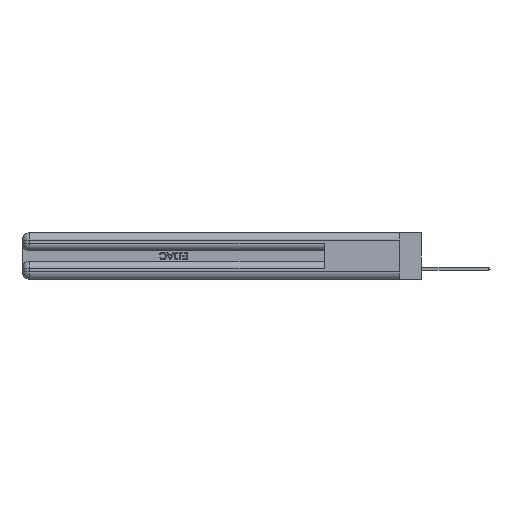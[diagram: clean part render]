
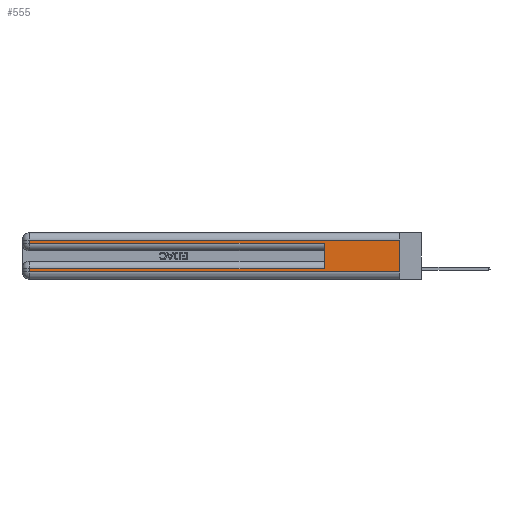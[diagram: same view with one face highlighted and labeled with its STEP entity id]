
A CAD part, left-side view. The second image highlights one B-rep face of the part: STEP entity #555.
In plain terms, the highlighted planar face has unit normal (-1, 0, 0).
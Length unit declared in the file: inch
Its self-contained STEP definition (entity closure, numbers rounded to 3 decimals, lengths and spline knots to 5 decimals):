
#137 = FACE_OUTER_BOUND ( 'NONE', #20815, .T. ) ;
#476 = DIRECTION ( 'NONE',  ( 0., -1., 0. ) ) ;
#555 = ADVANCED_FACE ( 'NONE', ( #137 ), #51888, .F. ) ;
#1006 = AXIS2_PLACEMENT_3D ( 'NONE', #19645, #3558, #31780 ) ;
#1128 = DIRECTION ( 'NONE',  ( 0., 1., 0. ) ) ;
#1186 = LINE ( 'NONE', #1214, #45447 ) ;
#1214 = CARTESIAN_POINT ( 'NONE',  ( 0., 0., 0.285 ) ) ;
#2587 = VERTEX_POINT ( 'NONE', #6779 ) ;
#3558 = DIRECTION ( 'NONE',  ( 1., 0., 0. ) ) ;
#3870 = EDGE_CURVE ( 'NONE', #24364, #18439, #36018, .T. ) ;
#3991 = VERTEX_POINT ( 'NONE', #13780 ) ;
#4524 = ORIENTED_EDGE ( 'NONE', *, *, #35446, .T. ) ;
#5317 = LINE ( 'NONE', #45484, #21142 ) ;
#6779 = CARTESIAN_POINT ( 'NONE',  ( 0., 0., 0.06 ) ) ;
#7629 = VECTOR ( 'NONE', #1128, 39.37008 ) ;
#8279 = CARTESIAN_POINT ( 'NONE',  ( 0., 0.6, 0.145 ) ) ;
#11315 = CARTESIAN_POINT ( 'NONE',  ( 0., 0., 0.31 ) ) ;
#11452 = EDGE_CURVE ( 'NONE', #38669, #3991, #44624, .T. ) ;
#12633 = ORIENTED_EDGE ( 'NONE', *, *, #25711, .T. ) ;
#13780 = CARTESIAN_POINT ( 'NONE',  ( 0., 0.6, 0.285 ) ) ;
#16302 = DIRECTION ( 'NONE',  ( 0., 0., -1. ) ) ;
#16553 = LINE ( 'NONE', #43815, #36722 ) ;
#17473 = VERTEX_POINT ( 'NONE', #26833 ) ;
#18429 = LINE ( 'NONE', #41749, #7629 ) ;
#18439 = VERTEX_POINT ( 'NONE', #37070 ) ;
#19070 = EDGE_CURVE ( 'NONE', #38669, #24364, #18429, .T. ) ;
#19645 = CARTESIAN_POINT ( 'NONE',  ( 0., 0., 0.37 ) ) ;
#19975 = EDGE_CURVE ( 'NONE', #28261, #46896, #48840, .T. ) ;
#20195 = CARTESIAN_POINT ( 'NONE',  ( 0., 2.94, 0.37 ) ) ;
#20815 = EDGE_LOOP ( 'NONE', ( #37778, #38158, #30514, #4524, #47919, #23951, #25171, #12633 ) ) ;
#21142 = VECTOR ( 'NONE', #37131, 39.37008 ) ;
#21549 = DIRECTION ( 'NONE',  ( 0., 0., 1. ) ) ;
#23153 = CARTESIAN_POINT ( 'NONE',  ( 0., 0.6, 0.085 ) ) ;
#23951 = ORIENTED_EDGE ( 'NONE', *, *, #19070, .T. ) ;
#24364 = VERTEX_POINT ( 'NONE', #41981 ) ;
#25171 = ORIENTED_EDGE ( 'NONE', *, *, #3870, .T. ) ;
#25711 = EDGE_CURVE ( 'NONE', #18439, #2587, #16553, .T. ) ;
#26833 = CARTESIAN_POINT ( 'NONE',  ( 0., 2.94, 0.285 ) ) ;
#27231 = VECTOR ( 'NONE', #16302, 39.37008 ) ;
#28261 = VERTEX_POINT ( 'NONE', #38517 ) ;
#28887 = VECTOR ( 'NONE', #46334, 39.37008 ) ;
#30514 = ORIENTED_EDGE ( 'NONE', *, *, #48005, .T. ) ;
#31780 = DIRECTION ( 'NONE',  ( 0., 0., -1. ) ) ;
#32032 = EDGE_CURVE ( 'NONE', #28261, #2587, #37092, .T. ) ;
#34059 = CARTESIAN_POINT ( 'NONE',  ( 0., 2.94, 0.31 ) ) ;
#34828 = CARTESIAN_POINT ( 'NONE',  ( 0., 0., 0.37 ) ) ;
#35446 = EDGE_CURVE ( 'NONE', #17473, #3991, #1186, .T. ) ;
#36018 = LINE ( 'NONE', #20195, #27231 ) ;
#36722 = VECTOR ( 'NONE', #476, 39.37008 ) ;
#37070 = CARTESIAN_POINT ( 'NONE',  ( 0., 2.94, 0.06 ) ) ;
#37092 = LINE ( 'NONE', #34828, #28887 ) ;
#37131 = DIRECTION ( 'NONE',  ( 0., 0., -1. ) ) ;
#37778 = ORIENTED_EDGE ( 'NONE', *, *, #32032, .F. ) ;
#38028 = DIRECTION ( 'NONE',  ( 0., -1., 0. ) ) ;
#38158 = ORIENTED_EDGE ( 'NONE', *, *, #19975, .T. ) ;
#38517 = CARTESIAN_POINT ( 'NONE',  ( 0., 0., 0.31 ) ) ;
#38669 = VERTEX_POINT ( 'NONE', #23153 ) ;
#39929 = VECTOR ( 'NONE', #40091, 39.37008 ) ;
#40091 = DIRECTION ( 'NONE',  ( 0., 1., 0. ) ) ;
#41749 = CARTESIAN_POINT ( 'NONE',  ( 0., 0., 0.085 ) ) ;
#41981 = CARTESIAN_POINT ( 'NONE',  ( 0., 2.94, 0.085 ) ) ;
#43815 = CARTESIAN_POINT ( 'NONE',  ( 0., 0., 0.06 ) ) ;
#44624 = LINE ( 'NONE', #8279, #47140 ) ;
#45447 = VECTOR ( 'NONE', #38028, 39.37008 ) ;
#45484 = CARTESIAN_POINT ( 'NONE',  ( 0., 2.94, 0.37 ) ) ;
#46334 = DIRECTION ( 'NONE',  ( 0., 0., -1. ) ) ;
#46896 = VERTEX_POINT ( 'NONE', #34059 ) ;
#47140 = VECTOR ( 'NONE', #21549, 39.37008 ) ;
#47919 = ORIENTED_EDGE ( 'NONE', *, *, #11452, .F. ) ;
#48005 = EDGE_CURVE ( 'NONE', #46896, #17473, #5317, .T. ) ;
#48840 = LINE ( 'NONE', #11315, #39929 ) ;
#51888 = PLANE ( 'NONE',  #1006 ) ;
